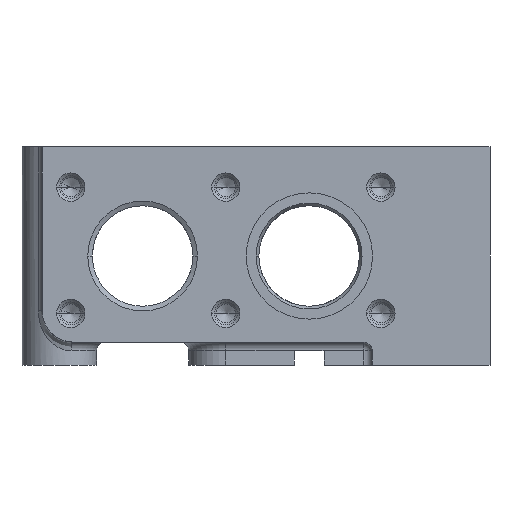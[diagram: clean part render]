
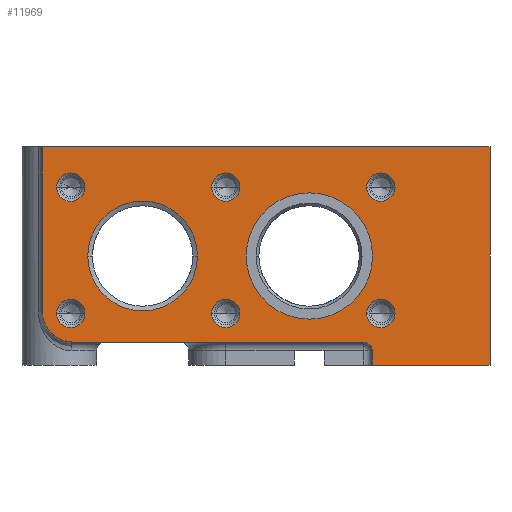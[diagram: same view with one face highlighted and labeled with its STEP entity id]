
A CAD part, left-side view. The second image highlights one B-rep face of the part: STEP entity #11969.
In plain terms, the highlighted planar face has unit normal (-1, 0, 0).
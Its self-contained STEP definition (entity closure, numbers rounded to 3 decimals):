
#1=DIRECTION('',(0.,0.,1.));
#2=VECTOR('',#1,5.);
#3=CARTESIAN_POINT('',(0.,-51.,-38.));
#4=LINE('',#3,#2);
#5=CARTESIAN_POINT('',(0.,53.,-19.));
#6=DIRECTION('',(-1.,0.,0.));
#7=DIRECTION('',(0.,1.,0.));
#8=AXIS2_PLACEMENT_3D('',#5,#6,#7);
#10=CARTESIAN_POINT('',(0.,29.,0.));
#11=DIRECTION('',(1.,0.,0.));
#12=DIRECTION('',(0.,-1.,0.));
#13=AXIS2_PLACEMENT_3D('',#10,#11,#12);
#15=CARTESIAN_POINT('',(0.,29.,0.));
#16=DIRECTION('',(1.,0.,0.));
#17=DIRECTION('',(0.,1.,0.));
#18=AXIS2_PLACEMENT_3D('',#15,#16,#17);
#20=CARTESIAN_POINT('',(0.,-29.09,0.));
#21=DIRECTION('',(-1.,0.,0.));
#22=DIRECTION('',(0.,1.,0.));
#23=AXIS2_PLACEMENT_3D('',#20,#21,#22);
#25=CARTESIAN_POINT('',(0.,-29.09,0.));
#26=DIRECTION('',(-1.,0.,0.));
#27=DIRECTION('',(0.,-1.,0.));
#28=AXIS2_PLACEMENT_3D('',#25,#26,#27);
#30=CARTESIAN_POINT('',(0.,0.,24.));
#31=DIRECTION('',(1.,0.,0.));
#32=DIRECTION('',(0.,1.,0.));
#33=AXIS2_PLACEMENT_3D('',#30,#31,#32);
#35=CARTESIAN_POINT('',(0.,0.,24.));
#36=DIRECTION('',(1.,0.,0.));
#37=DIRECTION('',(0.,-1.,0.));
#38=AXIS2_PLACEMENT_3D('',#35,#36,#37);
#40=CARTESIAN_POINT('',(0.,0.,-20.));
#41=DIRECTION('',(1.,0.,0.));
#42=DIRECTION('',(0.,-1.,0.));
#43=AXIS2_PLACEMENT_3D('',#40,#41,#42);
#45=CARTESIAN_POINT('',(0.,0.,-20.));
#46=DIRECTION('',(1.,0.,0.));
#47=DIRECTION('',(0.,1.,0.));
#48=AXIS2_PLACEMENT_3D('',#45,#46,#47);
#50=CARTESIAN_POINT('',(0.,-54.,-20.));
#51=DIRECTION('',(1.,0.,0.));
#52=DIRECTION('',(0.,-1.,0.));
#53=AXIS2_PLACEMENT_3D('',#50,#51,#52);
#55=CARTESIAN_POINT('',(0.,-54.,-20.));
#56=DIRECTION('',(1.,0.,0.));
#57=DIRECTION('',(0.,1.,0.));
#58=AXIS2_PLACEMENT_3D('',#55,#56,#57);
#60=CARTESIAN_POINT('',(0.,-54.,24.));
#61=DIRECTION('',(1.,0.,0.));
#62=DIRECTION('',(0.,1.,0.));
#63=AXIS2_PLACEMENT_3D('',#60,#61,#62);
#65=CARTESIAN_POINT('',(0.,-54.,24.));
#66=DIRECTION('',(1.,0.,0.));
#67=DIRECTION('',(0.,-1.,0.));
#68=AXIS2_PLACEMENT_3D('',#65,#66,#67);
#70=CARTESIAN_POINT('',(0.,54.,24.));
#71=DIRECTION('',(1.,0.,0.));
#72=DIRECTION('',(0.,1.,0.));
#73=AXIS2_PLACEMENT_3D('',#70,#71,#72);
#75=CARTESIAN_POINT('',(0.,54.,24.));
#76=DIRECTION('',(1.,0.,0.));
#77=DIRECTION('',(0.,-1.,0.));
#78=AXIS2_PLACEMENT_3D('',#75,#76,#77);
#80=CARTESIAN_POINT('',(0.,54.,-20.));
#81=DIRECTION('',(1.,0.,0.));
#82=DIRECTION('',(0.,-1.,0.));
#83=AXIS2_PLACEMENT_3D('',#80,#81,#82);
#85=CARTESIAN_POINT('',(0.,54.,-20.));
#86=DIRECTION('',(1.,0.,0.));
#87=DIRECTION('',(0.,1.,0.));
#88=AXIS2_PLACEMENT_3D('',#85,#86,#87);
#103=CARTESIAN_POINT('',(0.,-48.,-33.));
#104=DIRECTION('',(1.,0.,0.));
#105=DIRECTION('',(0.,0.,1.));
#106=AXIS2_PLACEMENT_3D('',#103,#104,#105);
#874=DIRECTION('',(0.,-1.,0.));
#875=VECTOR('',#874,41.);
#876=CARTESIAN_POINT('',(0.,-51.,-38.));
#877=LINE('',#876,#875);
#1013=DIRECTION('',(0.,-1.,0.));
#1014=VECTOR('',#1013,101.);
#1015=CARTESIAN_POINT('',(0.,53.,-30.));
#1016=LINE('',#1015,#1014);
#2137=DIRECTION('',(0.,1.,0.));
#2138=VECTOR('',#2137,156.);
#2139=CARTESIAN_POINT('',(0.,-92.,38.));
#2140=LINE('',#2139,#2138);
#6472=DIRECTION('',(0.,0.,-1.));
#6473=VECTOR('',#6472,76.);
#6474=CARTESIAN_POINT('',(0.,-92.,38.));
#6475=LINE('',#6474,#6473);
#8305=DIRECTION('',(0.,0.,-1.));
#8306=VECTOR('',#8305,57.);
#8307=CARTESIAN_POINT('',(0.,64.,38.));
#8308=LINE('',#8307,#8306);
#11196=CARTESIAN_POINT('',(0.,-92.,38.));
#11197=CARTESIAN_POINT('',(0.,-92.,-38.));
#11198=VERTEX_POINT('',#11196);
#11199=VERTEX_POINT('',#11197);
#11244=CARTESIAN_POINT('',(0.,64.,-19.));
#11245=CARTESIAN_POINT('',(0.,53.,-30.));
#11246=VERTEX_POINT('',#11244);
#11247=VERTEX_POINT('',#11245);
#11260=CARTESIAN_POINT('',(0.,-51.,-38.));
#11261=VERTEX_POINT('',#11260);
#11266=CARTESIAN_POINT('',(0.,64.,38.));
#11267=VERTEX_POINT('',#11266);
#11581=CARTESIAN_POINT('',(0.,-51.,-33.));
#11583=VERTEX_POINT('',#11581);
#11585=CARTESIAN_POINT('',(0.,-48.,-30.));
#11587=VERTEX_POINT('',#11585);
#11700=CARTESIAN_POINT('',(0.,9.9,0.));
#11701=CARTESIAN_POINT('',(0.,48.1,0.));
#11702=VERTEX_POINT('',#11700);
#11703=VERTEX_POINT('',#11701);
#11728=CARTESIAN_POINT('',(0.,-7.09,0.));
#11729=CARTESIAN_POINT('',(0.,-51.09,0.));
#11730=VERTEX_POINT('',#11728);
#11731=VERTEX_POINT('',#11729);
#11820=CARTESIAN_POINT('',(0.,4.924,24.));
#11821=CARTESIAN_POINT('',(0.,-4.924,24.));
#11822=VERTEX_POINT('',#11820);
#11823=VERTEX_POINT('',#11821);
#11828=CARTESIAN_POINT('',(0.,-4.924,-20.));
#11829=CARTESIAN_POINT('',(0.,4.924,-20.));
#11830=VERTEX_POINT('',#11828);
#11831=VERTEX_POINT('',#11829);
#11836=CARTESIAN_POINT('',(0.,-58.924,-20.));
#11837=CARTESIAN_POINT('',(0.,-49.077,-20.));
#11838=VERTEX_POINT('',#11836);
#11839=VERTEX_POINT('',#11837);
#11844=CARTESIAN_POINT('',(0.,-49.077,24.));
#11845=CARTESIAN_POINT('',(0.,-58.924,24.));
#11846=VERTEX_POINT('',#11844);
#11847=VERTEX_POINT('',#11845);
#11852=CARTESIAN_POINT('',(0.,58.924,24.));
#11853=CARTESIAN_POINT('',(0.,49.077,24.));
#11854=VERTEX_POINT('',#11852);
#11855=VERTEX_POINT('',#11853);
#11860=CARTESIAN_POINT('',(0.,49.077,-20.));
#11861=CARTESIAN_POINT('',(0.,58.924,-20.));
#11862=VERTEX_POINT('',#11860);
#11863=VERTEX_POINT('',#11861);
#11898=CARTESIAN_POINT('',(0.,0.,0.));
#11899=DIRECTION('',(1.,0.,0.));
#11900=DIRECTION('',(0.,0.,-1.));
#11901=AXIS2_PLACEMENT_3D('',#11898,#11899,#11900);
#11902=PLANE('',#11901);
#11904=ORIENTED_EDGE('',*,*,#11903,.T.);
#11906=ORIENTED_EDGE('',*,*,#11905,.F.);
#11908=ORIENTED_EDGE('',*,*,#11907,.F.);
#11910=ORIENTED_EDGE('',*,*,#11909,.F.);
#11912=ORIENTED_EDGE('',*,*,#11911,.F.);
#11914=ORIENTED_EDGE('',*,*,#11913,.F.);
#11916=ORIENTED_EDGE('',*,*,#11915,.T.);
#11918=ORIENTED_EDGE('',*,*,#11917,.F.);
#11919=EDGE_LOOP('',(#11904,#11906,#11908,#11910,#11912,#11914,#11916,#11918));
#11920=FACE_OUTER_BOUND('',#11919,.F.);
#11922=ORIENTED_EDGE('',*,*,#11921,.F.);
#11924=ORIENTED_EDGE('',*,*,#11923,.F.);
#11925=EDGE_LOOP('',(#11922,#11924));
#11926=FACE_BOUND('',#11925,.F.);
#11928=ORIENTED_EDGE('',*,*,#11927,.T.);
#11930=ORIENTED_EDGE('',*,*,#11929,.T.);
#11931=EDGE_LOOP('',(#11928,#11930));
#11932=FACE_BOUND('',#11931,.F.);
#11934=ORIENTED_EDGE('',*,*,#11933,.F.);
#11936=ORIENTED_EDGE('',*,*,#11935,.F.);
#11937=EDGE_LOOP('',(#11934,#11936));
#11938=FACE_BOUND('',#11937,.F.);
#11940=ORIENTED_EDGE('',*,*,#11939,.F.);
#11942=ORIENTED_EDGE('',*,*,#11941,.F.);
#11943=EDGE_LOOP('',(#11940,#11942));
#11944=FACE_BOUND('',#11943,.F.);
#11946=ORIENTED_EDGE('',*,*,#11945,.F.);
#11948=ORIENTED_EDGE('',*,*,#11947,.F.);
#11949=EDGE_LOOP('',(#11946,#11948));
#11950=FACE_BOUND('',#11949,.F.);
#11952=ORIENTED_EDGE('',*,*,#11951,.F.);
#11954=ORIENTED_EDGE('',*,*,#11953,.F.);
#11955=EDGE_LOOP('',(#11952,#11954));
#11956=FACE_BOUND('',#11955,.F.);
#11958=ORIENTED_EDGE('',*,*,#11957,.F.);
#11960=ORIENTED_EDGE('',*,*,#11959,.F.);
#11961=EDGE_LOOP('',(#11958,#11960));
#11962=FACE_BOUND('',#11961,.F.);
#11964=ORIENTED_EDGE('',*,*,#11963,.F.);
#11966=ORIENTED_EDGE('',*,*,#11965,.F.);
#11967=EDGE_LOOP('',(#11964,#11966));
#11968=FACE_BOUND('',#11967,.F.);
#9=CIRCLE('',#8,11.);
#14=CIRCLE('',#13,19.1);
#19=CIRCLE('',#18,19.1);
#24=CIRCLE('',#23,22.);
#29=CIRCLE('',#28,22.);
#34=CIRCLE('',#33,4.924);
#39=CIRCLE('',#38,4.924);
#44=CIRCLE('',#43,4.924);
#49=CIRCLE('',#48,4.924);
#54=CIRCLE('',#53,4.924);
#59=CIRCLE('',#58,4.924);
#64=CIRCLE('',#63,4.924);
#69=CIRCLE('',#68,4.924);
#74=CIRCLE('',#73,4.924);
#79=CIRCLE('',#78,4.924);
#84=CIRCLE('',#83,4.924);
#89=CIRCLE('',#88,4.924);
#107=CIRCLE('',#106,3.);
#11903=EDGE_CURVE('',#11261,#11583,#4,.T.);
#11905=EDGE_CURVE('',#11587,#11583,#107,.T.);
#11907=EDGE_CURVE('',#11247,#11587,#1016,.T.);
#11909=EDGE_CURVE('',#11246,#11247,#9,.T.);
#11911=EDGE_CURVE('',#11267,#11246,#8308,.T.);
#11913=EDGE_CURVE('',#11198,#11267,#2140,.T.);
#11915=EDGE_CURVE('',#11198,#11199,#6475,.T.);
#11917=EDGE_CURVE('',#11261,#11199,#877,.T.);
#11921=EDGE_CURVE('',#11702,#11703,#14,.T.);
#11923=EDGE_CURVE('',#11703,#11702,#19,.T.);
#11927=EDGE_CURVE('',#11730,#11731,#24,.T.);
#11929=EDGE_CURVE('',#11731,#11730,#29,.T.);
#11933=EDGE_CURVE('',#11822,#11823,#34,.T.);
#11935=EDGE_CURVE('',#11823,#11822,#39,.T.);
#11939=EDGE_CURVE('',#11830,#11831,#44,.T.);
#11941=EDGE_CURVE('',#11831,#11830,#49,.T.);
#11945=EDGE_CURVE('',#11838,#11839,#54,.T.);
#11947=EDGE_CURVE('',#11839,#11838,#59,.T.);
#11951=EDGE_CURVE('',#11846,#11847,#64,.T.);
#11953=EDGE_CURVE('',#11847,#11846,#69,.T.);
#11957=EDGE_CURVE('',#11854,#11855,#74,.T.);
#11959=EDGE_CURVE('',#11855,#11854,#79,.T.);
#11963=EDGE_CURVE('',#11862,#11863,#84,.T.);
#11965=EDGE_CURVE('',#11863,#11862,#89,.T.);
#11969=ADVANCED_FACE('',(#11920,#11926,#11932,#11938,#11944,#11950,#11956,
#11962,#11968),#11902,.F.);
